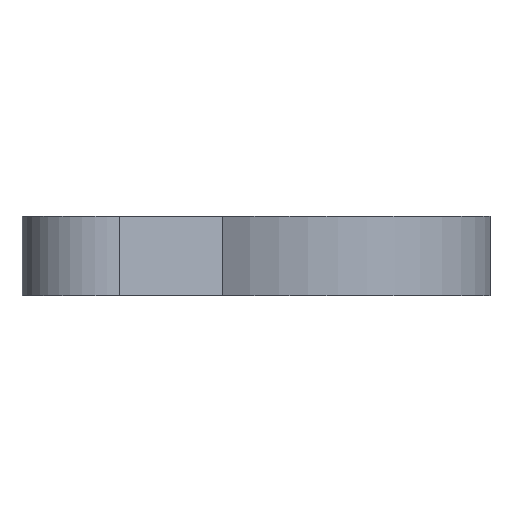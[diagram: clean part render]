
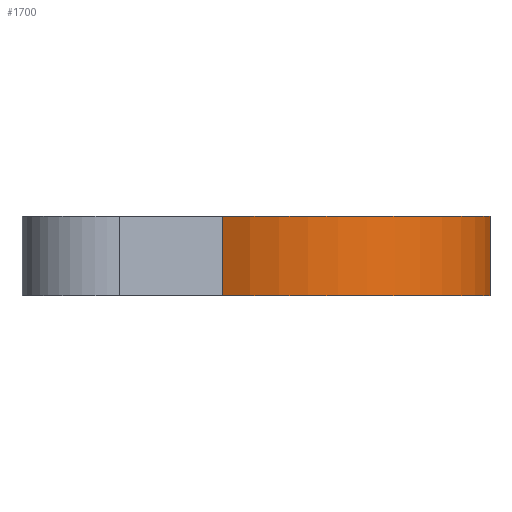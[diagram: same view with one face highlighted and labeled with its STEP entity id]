
A CAD part, front view. The second image highlights one B-rep face of the part: STEP entity #1700.
In plain terms, the highlighted cylindrical face has radius 35.995 mm (diameter 71.989 mm), a partial arc.
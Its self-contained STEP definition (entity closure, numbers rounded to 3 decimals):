
#32 = PLANE('',#33);
#33 = AXIS2_PLACEMENT_3D('',#34,#35,#36);
#34 = CARTESIAN_POINT('',(19.657,0.883,16.));
#35 = DIRECTION('',(0.,0.,1.));
#36 = DIRECTION('',(1.,0.,0.));
#212 = VERTEX_POINT('',#213);
#213 = CARTESIAN_POINT('',(40.416,8.439,16.));
#227 = PLANE('',#228);
#228 = AXIS2_PLACEMENT_3D('',#229,#230,#231);
#229 = CARTESIAN_POINT('',(19.657,0.883,16.));
#230 = DIRECTION('',(0.342,-0.94,0.));
#231 = DIRECTION('',(0.94,0.342,0.));
#239 = EDGE_CURVE('',#240,#212,#242,.T.);
#240 = VERTEX_POINT('',#241);
#241 = CARTESIAN_POINT('',(69.347,73.923,16.));
#242 = SURFACE_CURVE('',#243,(#248,#259),.PCURVE_S1.);
#243 = CIRCLE('',#244,35.995);
#244 = AXIS2_PLACEMENT_3D('',#245,#246,#247);
#245 = CARTESIAN_POINT('',(58.347,39.65,16.));
#246 = DIRECTION('',(0.,0.,-1.));
#247 = DIRECTION('',(1.,0.,0.));
#248 = PCURVE('',#32,#249);
#249 = DEFINITIONAL_REPRESENTATION('',(#250),#258);
#250 = ( BOUNDED_CURVE() B_SPLINE_CURVE(2,(#251,#252,#253,#254,#255,#256
,#257),.UNSPECIFIED.,.T.,.F.) B_SPLINE_CURVE_WITH_KNOTS((1,2,2,2,2,1),(
    -2.094,0.,2.094,4.189,6.283,
8.378),.UNSPECIFIED.) CURVE() GEOMETRIC_REPRESENTATION_ITEM() 
RATIONAL_B_SPLINE_CURVE((1.,0.5,1.,0.5,1.,0.5,1.)) REPRESENTATION_ITEM(
  '') );
#251 = CARTESIAN_POINT('',(74.684,38.766));
#252 = CARTESIAN_POINT('',(74.684,-23.578));
#253 = CARTESIAN_POINT('',(20.692,7.594));
#254 = CARTESIAN_POINT('',(-33.3,38.766));
#255 = CARTESIAN_POINT('',(20.692,69.939));
#256 = CARTESIAN_POINT('',(74.684,101.111));
#257 = CARTESIAN_POINT('',(74.684,38.766));
#258 = ( GEOMETRIC_REPRESENTATION_CONTEXT(2) 
PARAMETRIC_REPRESENTATION_CONTEXT() REPRESENTATION_CONTEXT('2D SPACE',''
  ) );
#259 = PCURVE('',#260,#265);
#260 = CYLINDRICAL_SURFACE('',#261,35.995);
#261 = AXIS2_PLACEMENT_3D('',#262,#263,#264);
#262 = CARTESIAN_POINT('',(58.347,39.65,16.));
#263 = DIRECTION('',(0.,0.,1.));
#264 = DIRECTION('',(1.,0.,0.));
#265 = DEFINITIONAL_REPRESENTATION('',(#266),#270);
#266 = LINE('',#267,#268);
#267 = CARTESIAN_POINT('',(0.,0.));
#268 = VECTOR('',#269,1.);
#269 = DIRECTION('',(-1.,0.));
#270 = ( GEOMETRIC_REPRESENTATION_CONTEXT(2) 
PARAMETRIC_REPRESENTATION_CONTEXT() REPRESENTATION_CONTEXT('2D SPACE',''
  ) );
#288 = PLANE('',#289);
#289 = AXIS2_PLACEMENT_3D('',#290,#291,#292);
#290 = CARTESIAN_POINT('',(69.347,73.923,16.));
#291 = DIRECTION('',(1.,0.,0.));
#292 = DIRECTION('',(0.,1.,0.));
#736 = PLANE('',#737);
#737 = AXIS2_PLACEMENT_3D('',#738,#739,#740);
#738 = CARTESIAN_POINT('',(19.657,0.883,0.));
#739 = DIRECTION('',(0.,0.,1.));
#740 = DIRECTION('',(1.,0.,0.));
#1608 = VERTEX_POINT('',#1609);
#1609 = CARTESIAN_POINT('',(40.416,8.439,0.));
#1630 = EDGE_CURVE('',#212,#1608,#1631,.T.);
#1631 = SURFACE_CURVE('',#1632,(#1636,#1643),.PCURVE_S1.);
#1632 = LINE('',#1633,#1634);
#1633 = CARTESIAN_POINT('',(40.416,8.439,16.));
#1634 = VECTOR('',#1635,1.);
#1635 = DIRECTION('',(0.,0.,-1.));
#1636 = PCURVE('',#227,#1637);
#1637 = DEFINITIONAL_REPRESENTATION('',(#1638),#1642);
#1638 = LINE('',#1639,#1640);
#1639 = CARTESIAN_POINT('',(22.091,0.));
#1640 = VECTOR('',#1641,1.);
#1641 = DIRECTION('',(0.,-1.));
#1642 = ( GEOMETRIC_REPRESENTATION_CONTEXT(2) 
PARAMETRIC_REPRESENTATION_CONTEXT() REPRESENTATION_CONTEXT('2D SPACE',''
  ) );
#1643 = PCURVE('',#260,#1644);
#1644 = DEFINITIONAL_REPRESENTATION('',(#1645),#1649);
#1645 = LINE('',#1646,#1647);
#1646 = CARTESIAN_POINT('',(-8.375,0.));
#1647 = VECTOR('',#1648,1.);
#1648 = DIRECTION('',(0.,-1.));
#1649 = ( GEOMETRIC_REPRESENTATION_CONTEXT(2) 
PARAMETRIC_REPRESENTATION_CONTEXT() REPRESENTATION_CONTEXT('2D SPACE',''
  ) );
#1700 = ADVANCED_FACE('',(#1701),#260,.T.);
#1701 = FACE_BOUND('',#1702,.F.);
#1702 = EDGE_LOOP('',(#1703,#1726,#1752,#1753));
#1703 = ORIENTED_EDGE('',*,*,#1704,.T.);
#1704 = EDGE_CURVE('',#240,#1705,#1707,.T.);
#1705 = VERTEX_POINT('',#1706);
#1706 = CARTESIAN_POINT('',(69.347,73.923,0.));
#1707 = SURFACE_CURVE('',#1708,(#1712,#1719),.PCURVE_S1.);
#1708 = LINE('',#1709,#1710);
#1709 = CARTESIAN_POINT('',(69.347,73.923,16.));
#1710 = VECTOR('',#1711,1.);
#1711 = DIRECTION('',(0.,0.,-1.));
#1712 = PCURVE('',#260,#1713);
#1713 = DEFINITIONAL_REPRESENTATION('',(#1714),#1718);
#1714 = LINE('',#1715,#1716);
#1715 = CARTESIAN_POINT('',(-5.023,0.));
#1716 = VECTOR('',#1717,1.);
#1717 = DIRECTION('',(0.,-1.));
#1718 = ( GEOMETRIC_REPRESENTATION_CONTEXT(2) 
PARAMETRIC_REPRESENTATION_CONTEXT() REPRESENTATION_CONTEXT('2D SPACE',''
  ) );
#1719 = PCURVE('',#288,#1720);
#1720 = DEFINITIONAL_REPRESENTATION('',(#1721),#1725);
#1721 = LINE('',#1722,#1723);
#1722 = CARTESIAN_POINT('',(0.,0.));
#1723 = VECTOR('',#1724,1.);
#1724 = DIRECTION('',(0.,-1.));
#1725 = ( GEOMETRIC_REPRESENTATION_CONTEXT(2) 
PARAMETRIC_REPRESENTATION_CONTEXT() REPRESENTATION_CONTEXT('2D SPACE',''
  ) );
#1726 = ORIENTED_EDGE('',*,*,#1727,.T.);
#1727 = EDGE_CURVE('',#1705,#1608,#1728,.T.);
#1728 = SURFACE_CURVE('',#1729,(#1734,#1741),.PCURVE_S1.);
#1729 = CIRCLE('',#1730,35.995);
#1730 = AXIS2_PLACEMENT_3D('',#1731,#1732,#1733);
#1731 = CARTESIAN_POINT('',(58.347,39.65,0.));
#1732 = DIRECTION('',(0.,0.,-1.));
#1733 = DIRECTION('',(1.,0.,0.));
#1734 = PCURVE('',#260,#1735);
#1735 = DEFINITIONAL_REPRESENTATION('',(#1736),#1740);
#1736 = LINE('',#1737,#1738);
#1737 = CARTESIAN_POINT('',(0.,-16.));
#1738 = VECTOR('',#1739,1.);
#1739 = DIRECTION('',(-1.,0.));
#1740 = ( GEOMETRIC_REPRESENTATION_CONTEXT(2) 
PARAMETRIC_REPRESENTATION_CONTEXT() REPRESENTATION_CONTEXT('2D SPACE',''
  ) );
#1741 = PCURVE('',#736,#1742);
#1742 = DEFINITIONAL_REPRESENTATION('',(#1743),#1751);
#1743 = ( BOUNDED_CURVE() B_SPLINE_CURVE(2,(#1744,#1745,#1746,#1747,
#1748,#1749,#1750),.UNSPECIFIED.,.T.,.F.) B_SPLINE_CURVE_WITH_KNOTS((1,2
    ,2,2,2,1),(-2.094,0.,2.094,4.189,
6.283,8.378),.UNSPECIFIED.) CURVE() 
GEOMETRIC_REPRESENTATION_ITEM() RATIONAL_B_SPLINE_CURVE((1.,0.5,1.,0.5,
1.,0.5,1.)) REPRESENTATION_ITEM('') );
#1744 = CARTESIAN_POINT('',(74.684,38.766));
#1745 = CARTESIAN_POINT('',(74.684,-23.578));
#1746 = CARTESIAN_POINT('',(20.692,7.594));
#1747 = CARTESIAN_POINT('',(-33.3,38.766));
#1748 = CARTESIAN_POINT('',(20.692,69.939));
#1749 = CARTESIAN_POINT('',(74.684,101.111));
#1750 = CARTESIAN_POINT('',(74.684,38.766));
#1751 = ( GEOMETRIC_REPRESENTATION_CONTEXT(2) 
PARAMETRIC_REPRESENTATION_CONTEXT() REPRESENTATION_CONTEXT('2D SPACE',''
  ) );
#1752 = ORIENTED_EDGE('',*,*,#1630,.F.);
#1753 = ORIENTED_EDGE('',*,*,#239,.F.);
